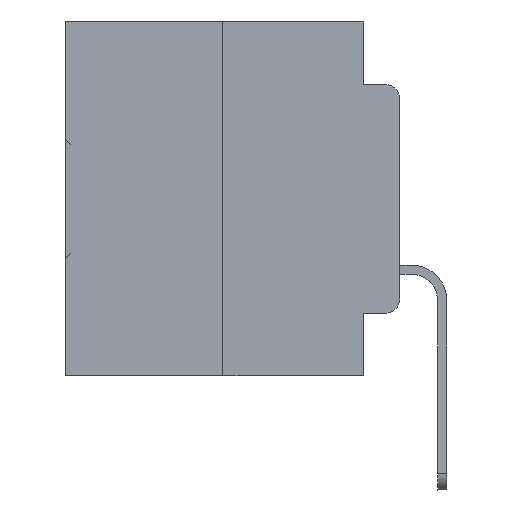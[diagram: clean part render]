
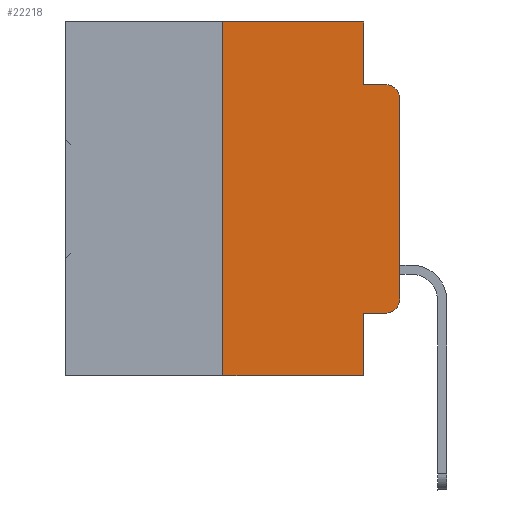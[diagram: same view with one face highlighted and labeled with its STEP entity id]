
A CAD part, left-side view. The second image highlights one B-rep face of the part: STEP entity #22218.
In plain terms, the highlighted planar face has unit normal (-1, 0, 0).
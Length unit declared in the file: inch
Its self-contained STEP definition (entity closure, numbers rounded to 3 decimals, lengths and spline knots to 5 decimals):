
#150 = VERTEX_POINT ( 'NONE', #2360 ) ;
#1191 = CARTESIAN_POINT ( 'NONE',  ( 0., 0.473, 0. ) ) ;
#1763 = DIRECTION ( 'NONE',  ( -1., 0., 0. ) ) ;
#2315 = VECTOR ( 'NONE', #26240, 39.37008 ) ;
#2360 = CARTESIAN_POINT ( 'NONE',  ( 0., 0.02, -0.0885 ) ) ;
#2435 = CARTESIAN_POINT ( 'NONE',  ( 0., 0.051, -0.5 ) ) ;
#2681 = DIRECTION ( 'NONE',  ( 0., -1., 0. ) ) ;
#2697 = AXIS2_PLACEMENT_3D ( 'NONE', #26401, #1763, #15224 ) ;
#3144 = VECTOR ( 'NONE', #23478, 39.37008 ) ;
#3180 = VERTEX_POINT ( 'NONE', #15334 ) ;
#3736 = CARTESIAN_POINT ( 'NONE',  ( 0., 0.051, -0.0885 ) ) ;
#4030 = CIRCLE ( 'NONE', #23849, 0.02 ) ;
#4159 = CARTESIAN_POINT ( 'NONE',  ( 0., 0.051, 0. ) ) ;
#4560 = CARTESIAN_POINT ( 'NONE',  ( 0., 0.02, -0.4115 ) ) ;
#4578 = ORIENTED_EDGE ( 'NONE', *, *, #24861, .T. ) ;
#4987 = CARTESIAN_POINT ( 'NONE',  ( 0., 0.473, -0.5 ) ) ;
#5128 = EDGE_CURVE ( 'NONE', #3180, #34966, #5886, .T. ) ;
#5310 = VECTOR ( 'NONE', #11989, 39.37008 ) ;
#5886 = LINE ( 'NONE', #11197, #17589 ) ;
#6023 = EDGE_CURVE ( 'NONE', #18231, #8398, #4030, .T. ) ;
#6089 = VERTEX_POINT ( 'NONE', #33954 ) ;
#6241 = CARTESIAN_POINT ( 'NONE',  ( 0., 0.25, -0.5 ) ) ;
#7120 = CARTESIAN_POINT ( 'NONE',  ( 0., 0.051, -0.4115 ) ) ;
#7871 = DIRECTION ( 'NONE',  ( 0., 0., -1. ) ) ;
#8398 = VERTEX_POINT ( 'NONE', #26633 ) ;
#8636 = ORIENTED_EDGE ( 'NONE', *, *, #6023, .T. ) ;
#9189 = DIRECTION ( 'NONE',  ( 0., 0., 1. ) ) ;
#9289 = EDGE_CURVE ( 'NONE', #17796, #18231, #28685, .T. ) ;
#10339 = ORIENTED_EDGE ( 'NONE', *, *, #21571, .F. ) ;
#10827 = LINE ( 'NONE', #4987, #17452 ) ;
#11197 = CARTESIAN_POINT ( 'NONE',  ( 0., 0.051, 0. ) ) ;
#11251 = DIRECTION ( 'NONE',  ( 0., 0., -1. ) ) ;
#11852 = ORIENTED_EDGE ( 'NONE', *, *, #34668, .T. ) ;
#11989 = DIRECTION ( 'NONE',  ( 0., -1., 0. ) ) ;
#13094 = CARTESIAN_POINT ( 'NONE',  ( 0., 0.051, -0.0885 ) ) ;
#13114 = VECTOR ( 'NONE', #9189, 39.37008 ) ;
#15198 = LINE ( 'NONE', #20199, #13114 ) ;
#15224 = DIRECTION ( 'NONE',  ( 0., 0., -1. ) ) ;
#15299 = EDGE_CURVE ( 'NONE', #6089, #150, #17988, .T. ) ;
#15334 = CARTESIAN_POINT ( 'NONE',  ( 0., 0.051, 0. ) ) ;
#15490 = VECTOR ( 'NONE', #17754, 39.37008 ) ;
#15652 = ORIENTED_EDGE ( 'NONE', *, *, #19939, .F. ) ;
#15666 = ORIENTED_EDGE ( 'NONE', *, *, #5128, .F. ) ;
#15762 = CARTESIAN_POINT ( 'NONE',  ( 0., 0.25, 0. ) ) ;
#17291 = DIRECTION ( 'NONE',  ( -1., 0., 0. ) ) ;
#17452 = VECTOR ( 'NONE', #2681, 39.37008 ) ;
#17589 = VECTOR ( 'NONE', #27534, 39.37008 ) ;
#17754 = DIRECTION ( 'NONE',  ( 0., 0., 1. ) ) ;
#17796 = VERTEX_POINT ( 'NONE', #7120 ) ;
#17988 = CIRCLE ( 'NONE', #2697, 0.02 ) ;
#18231 = VERTEX_POINT ( 'NONE', #4560 ) ;
#18281 = VERTEX_POINT ( 'NONE', #2435 ) ;
#19939 = EDGE_CURVE ( 'NONE', #34966, #150, #26765, .T. ) ;
#20074 = EDGE_LOOP ( 'NONE', ( #4578, #27193, #15652, #15666, #29261, #10339, #11852, #28365, #27905, #8636 ) ) ;
#20126 = CARTESIAN_POINT ( 'NONE',  ( 0., 0.02, -0.3915 ) ) ;
#20199 = CARTESIAN_POINT ( 'NONE',  ( 0., 0.25, 0. ) ) ;
#20577 = LINE ( 'NONE', #28914, #15490 ) ;
#20685 = CARTESIAN_POINT ( 'NONE',  ( 0., 0.051, -0.4115 ) ) ;
#21571 = EDGE_CURVE ( 'NONE', #31433, #23743, #15198, .T. ) ;
#22218 = ADVANCED_FACE ( 'NONE', ( #29348 ), #26685, .F. ) ;
#23478 = DIRECTION ( 'NONE',  ( 0., 0., -1. ) ) ;
#23531 = DIRECTION ( 'NONE',  ( 0., -1., 0. ) ) ;
#23743 = VERTEX_POINT ( 'NONE', #15762 ) ;
#23849 = AXIS2_PLACEMENT_3D ( 'NONE', #20126, #17291, #11251 ) ;
#24026 = CARTESIAN_POINT ( 'NONE',  ( 0., 0.473, 0. ) ) ;
#24861 = EDGE_CURVE ( 'NONE', #8398, #6089, #20577, .T. ) ;
#26240 = DIRECTION ( 'NONE',  ( 0., -1., 0. ) ) ;
#26401 = CARTESIAN_POINT ( 'NONE',  ( 0., 0.02, -0.1085 ) ) ;
#26633 = CARTESIAN_POINT ( 'NONE',  ( 0., 0., -0.3915 ) ) ;
#26661 = LINE ( 'NONE', #1191, #5310 ) ;
#26685 = PLANE ( 'NONE',  #26778 ) ;
#26765 = LINE ( 'NONE', #13094, #2315 ) ;
#26778 = AXIS2_PLACEMENT_3D ( 'NONE', #24026, #34843, #7871 ) ;
#27193 = ORIENTED_EDGE ( 'NONE', *, *, #15299, .T. ) ;
#27534 = DIRECTION ( 'NONE',  ( 0., 0., -1. ) ) ;
#27905 = ORIENTED_EDGE ( 'NONE', *, *, #9289, .T. ) ;
#28365 = ORIENTED_EDGE ( 'NONE', *, *, #32841, .F. ) ;
#28467 = LINE ( 'NONE', #4159, #3144 ) ;
#28685 = LINE ( 'NONE', #20685, #33791 ) ;
#28914 = CARTESIAN_POINT ( 'NONE',  ( 0., 0., 0. ) ) ;
#29261 = ORIENTED_EDGE ( 'NONE', *, *, #31042, .F. ) ;
#29348 = FACE_OUTER_BOUND ( 'NONE', #20074, .T. ) ;
#31042 = EDGE_CURVE ( 'NONE', #23743, #3180, #26661, .T. ) ;
#31433 = VERTEX_POINT ( 'NONE', #6241 ) ;
#32841 = EDGE_CURVE ( 'NONE', #17796, #18281, #28467, .T. ) ;
#33791 = VECTOR ( 'NONE', #23531, 39.37008 ) ;
#33954 = CARTESIAN_POINT ( 'NONE',  ( 0., 0., -0.1085 ) ) ;
#34668 = EDGE_CURVE ( 'NONE', #31433, #18281, #10827, .T. ) ;
#34843 = DIRECTION ( 'NONE',  ( 1., 0., 0. ) ) ;
#34966 = VERTEX_POINT ( 'NONE', #3736 ) ;
